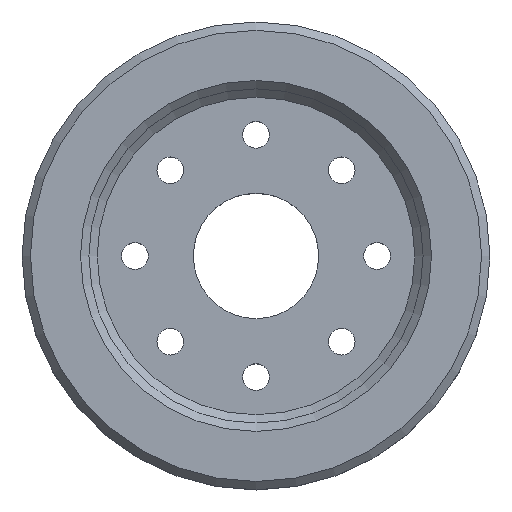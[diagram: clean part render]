
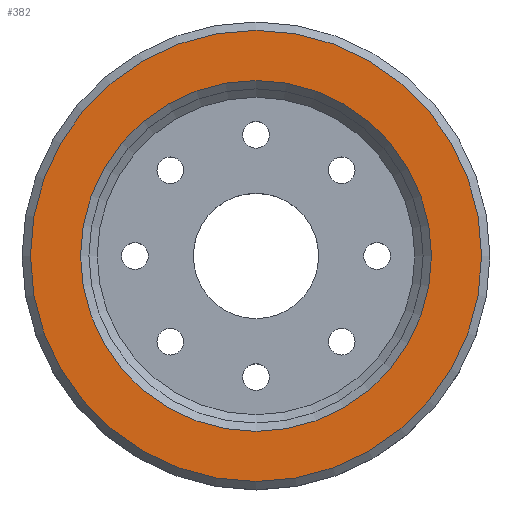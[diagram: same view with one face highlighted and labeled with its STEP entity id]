
A CAD part, top view. The second image highlights one B-rep face of the part: STEP entity #382.
In plain terms, the highlighted planar face has unit normal (0, 0, 1).
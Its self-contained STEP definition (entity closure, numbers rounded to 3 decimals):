
#24=FACE_BOUND('',#90,.T.);
#37=PLANE('',#442);
#58=FACE_OUTER_BOUND('',#89,.T.);
#89=EDGE_LOOP('',(#298));
#90=EDGE_LOOP('',(#299));
#167=CIRCLE('',#441,21.);
#168=CIRCLE('',#443,27.);
#201=VERTEX_POINT('',#645);
#202=VERTEX_POINT('',#649);
#237=EDGE_CURVE('',#201,#201,#167,.T.);
#239=EDGE_CURVE('',#202,#202,#168,.T.);
#298=ORIENTED_EDGE('',*,*,#239,.F.);
#299=ORIENTED_EDGE('',*,*,#237,.F.);
#382=ADVANCED_FACE('',(#58,#24),#37,.T.);
#441=AXIS2_PLACEMENT_3D('',#646,#519,#520);
#442=AXIS2_PLACEMENT_3D('',#648,#522,#523);
#443=AXIS2_PLACEMENT_3D('',#650,#524,#525);
#519=DIRECTION('center_axis',(0.,0.,1.));
#520=DIRECTION('ref_axis',(-1.,0.,0.));
#522=DIRECTION('center_axis',(0.,0.,1.));
#523=DIRECTION('ref_axis',(1.,0.,0.));
#524=DIRECTION('center_axis',(0.,0.,-1.));
#525=DIRECTION('ref_axis',(-1.,0.,0.));
#645=CARTESIAN_POINT('',(21.,0.,11.));
#646=CARTESIAN_POINT('Origin',(0.,0.,11.));
#648=CARTESIAN_POINT('Origin',(0.,0.,11.));
#649=CARTESIAN_POINT('',(27.,0.,11.));
#650=CARTESIAN_POINT('Origin',(0.,0.,11.));
